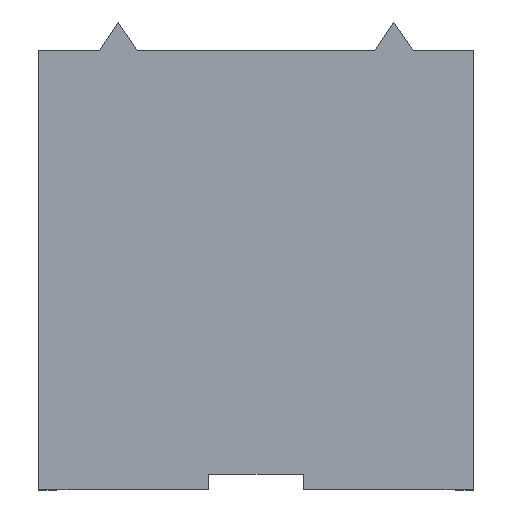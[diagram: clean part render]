
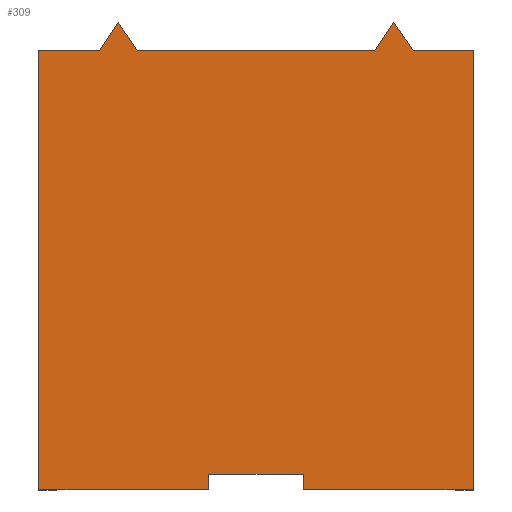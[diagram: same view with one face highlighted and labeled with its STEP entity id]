
A CAD part, top view. The second image highlights one B-rep face of the part: STEP entity #309.
In plain terms, the highlighted planar face has unit normal (0, 0, 1).
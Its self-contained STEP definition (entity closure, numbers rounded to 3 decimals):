
#4 = CARTESIAN_POINT ( 'NONE',  ( -2.4, 55.6, 10. ) ) ;
#10 = EDGE_CURVE ( 'NONE', #207, #25, #109, .T. ) ;
#18 = VECTOR ( 'NONE', #474, 1000. ) ;
#19 = DIRECTION ( 'NONE',  ( 1., 0., 0. ) ) ;
#20 = VERTEX_POINT ( 'NONE', #511 ) ;
#21 = DIRECTION ( 'NONE',  ( 0.566, -0.825, 0. ) ) ;
#25 = VERTEX_POINT ( 'NONE', #574 ) ;
#30 = CARTESIAN_POINT ( 'NONE',  ( -2.4, 0., 10. ) ) ;
#33 = LINE ( 'NONE', #30, #18 ) ;
#45 = DIRECTION ( 'NONE',  ( 1., 0., 0. ) ) ;
#51 = VECTOR ( 'NONE', #532, 1000. ) ;
#54 = ORIENTED_EDGE ( 'NONE', *, *, #407, .F. ) ;
#63 = ORIENTED_EDGE ( 'NONE', *, *, #238, .F. ) ;
#65 = DIRECTION ( 'NONE',  ( 0., 1., 0. ) ) ;
#78 = VECTOR ( 'NONE', #21, 1000. ) ;
#88 = VERTEX_POINT ( 'NONE', #181 ) ;
#103 = CARTESIAN_POINT ( 'NONE',  ( -36., -0.2, 10. ) ) ;
#109 = LINE ( 'NONE', #422, #579 ) ;
#118 = VECTOR ( 'NONE', #497, 1000. ) ;
#123 = LINE ( 'NONE', #470, #78 ) ;
#125 = CARTESIAN_POINT ( 'NONE',  ( -5.773, -3.82, 10. ) ) ;
#126 = EDGE_LOOP ( 'NONE', ( #401, #63, #613, #192, #54, #389, #578, #621, #301, #565, #447, #294, #153, #518 ) ) ;
#141 = CARTESIAN_POINT ( 'NONE',  ( -9.995, 55.6, 10. ) ) ;
#147 = CARTESIAN_POINT ( 'NONE',  ( -24., -0.2, 10. ) ) ;
#149 = EDGE_CURVE ( 'NONE', #88, #20, #332, .T. ) ;
#151 = EDGE_CURVE ( 'NONE', #414, #563, #530, .T. ) ;
#153 = ORIENTED_EDGE ( 'NONE', *, *, #624, .F. ) ;
#157 = CARTESIAN_POINT ( 'NONE',  ( -57.6, 0., 10. ) ) ;
#160 = LINE ( 'NONE', #567, #650 ) ;
#180 = LINE ( 'NONE', #580, #51 ) ;
#181 = CARTESIAN_POINT ( 'NONE',  ( -14.908, 55.6, 10. ) ) ;
#185 = VECTOR ( 'NONE', #629, 1000. ) ;
#187 = CARTESIAN_POINT ( 'NONE',  ( 0., -0.2, 10. ) ) ;
#192 = ORIENTED_EDGE ( 'NONE', *, *, #555, .F. ) ;
#199 = VERTEX_POINT ( 'NONE', #4 ) ;
#207 = VERTEX_POINT ( 'NONE', #147 ) ;
#216 = VECTOR ( 'NONE', #493, 1000. ) ;
#224 = AXIS2_PLACEMENT_3D ( 'NONE', #620, #307, #519 ) ;
#234 = CARTESIAN_POINT ( 'NONE',  ( -57.6, 55.6, 10. ) ) ;
#238 = EDGE_CURVE ( 'NONE', #25, #635, #439, .T. ) ;
#259 = LINE ( 'NONE', #262, #606 ) ;
#262 = CARTESIAN_POINT ( 'NONE',  ( -36., 1.8, 10. ) ) ;
#269 = CARTESIAN_POINT ( 'NONE',  ( -57.6, -0.2, 10. ) ) ;
#294 = ORIENTED_EDGE ( 'NONE', *, *, #423, .F. ) ;
#297 = VERTEX_POINT ( 'NONE', #103 ) ;
#298 = LINE ( 'NONE', #157, #185 ) ;
#301 = ORIENTED_EDGE ( 'NONE', *, *, #503, .F. ) ;
#306 = DIRECTION ( 'NONE',  ( 0.547, 0.837, 0. ) ) ;
#307 = DIRECTION ( 'NONE',  ( 0., 0., 1. ) ) ;
#309 = ADVANCED_FACE ( 'NONE', ( #367 ), #571, .T. ) ;
#313 = VECTOR ( 'NONE', #545, 1000. ) ;
#321 = EDGE_CURVE ( 'NONE', #635, #297, #259, .T. ) ;
#332 = LINE ( 'NONE', #540, #478 ) ;
#333 = EDGE_CURVE ( 'NONE', #508, #199, #505, .T. ) ;
#343 = DIRECTION ( 'NONE',  ( 0.552, -0.834, 0. ) ) ;
#345 = CARTESIAN_POINT ( 'NONE',  ( -24., 1.8, 10. ) ) ;
#353 = CARTESIAN_POINT ( 'NONE',  ( -45.093, 55.6, 10. ) ) ;
#361 = VERTEX_POINT ( 'NONE', #482 ) ;
#364 = VERTEX_POINT ( 'NONE', #269 ) ;
#367 = FACE_OUTER_BOUND ( 'NONE', #126, .T. ) ;
#389 = ORIENTED_EDGE ( 'NONE', *, *, #333, .F. ) ;
#392 = DIRECTION ( 'NONE',  ( 0.549, 0.836, 0. ) ) ;
#394 = LINE ( 'NONE', #500, #630 ) ;
#401 = ORIENTED_EDGE ( 'NONE', *, *, #321, .F. ) ;
#407 = EDGE_CURVE ( 'NONE', #199, #361, #33, .T. ) ;
#413 = VERTEX_POINT ( 'NONE', #485 ) ;
#414 = VERTEX_POINT ( 'NONE', #432 ) ;
#422 = CARTESIAN_POINT ( 'NONE',  ( -24., 1.8, 10. ) ) ;
#423 = EDGE_CURVE ( 'NONE', #553, #413, #180, .T. ) ;
#432 = CARTESIAN_POINT ( 'NONE',  ( -47.517, 59.264, 10. ) ) ;
#439 = LINE ( 'NONE', #345, #313 ) ;
#447 = ORIENTED_EDGE ( 'NONE', *, *, #652, .F. ) ;
#460 = DIRECTION ( 'NONE',  ( 0., -1., 0. ) ) ;
#464 = EDGE_CURVE ( 'NONE', #20, #508, #123, .T. ) ;
#470 = CARTESIAN_POINT ( 'NONE',  ( 19.134, 13.121, 10. ) ) ;
#473 = EDGE_CURVE ( 'NONE', #297, #364, #636, .T. ) ;
#474 = DIRECTION ( 'NONE',  ( 0., -1., 0. ) ) ;
#478 = VECTOR ( 'NONE', #392, 1000. ) ;
#482 = CARTESIAN_POINT ( 'NONE',  ( -2.4, -0.2, 10. ) ) ;
#485 = CARTESIAN_POINT ( 'NONE',  ( -49.908, 55.6, 10. ) ) ;
#493 = DIRECTION ( 'NONE',  ( -1., 0., 0. ) ) ;
#497 = DIRECTION ( 'NONE',  ( -1., 0., 0. ) ) ;
#500 = CARTESIAN_POINT ( 'NONE',  ( 0., 55.6, 10. ) ) ;
#503 = EDGE_CURVE ( 'NONE', #563, #88, #394, .T. ) ;
#505 = LINE ( 'NONE', #514, #533 ) ;
#508 = VERTEX_POINT ( 'NONE', #141 ) ;
#511 = CARTESIAN_POINT ( 'NONE',  ( -12.504, 59.259, 10. ) ) ;
#514 = CARTESIAN_POINT ( 'NONE',  ( 0., 55.6, 10. ) ) ;
#518 = ORIENTED_EDGE ( 'NONE', *, *, #473, .F. ) ;
#519 = DIRECTION ( 'NONE',  ( 1., 0., 0. ) ) ;
#530 = LINE ( 'NONE', #125, #649 ) ;
#532 = DIRECTION ( 'NONE',  ( 1., 0., 0. ) ) ;
#533 = VECTOR ( 'NONE', #19, 1000. ) ;
#540 = CARTESIAN_POINT ( 'NONE',  ( -35.929, 23.611, 10. ) ) ;
#545 = DIRECTION ( 'NONE',  ( -1., 0., 0. ) ) ;
#553 = VERTEX_POINT ( 'NONE', #234 ) ;
#555 = EDGE_CURVE ( 'NONE', #361, #207, #661, .T. ) ;
#563 = VERTEX_POINT ( 'NONE', #353 ) ;
#565 = ORIENTED_EDGE ( 'NONE', *, *, #151, .F. ) ;
#567 = CARTESIAN_POINT ( 'NONE',  ( -60.449, 39.447, 10. ) ) ;
#571 = PLANE ( 'NONE',  #224 ) ;
#574 = CARTESIAN_POINT ( 'NONE',  ( -24., 1.8, 10. ) ) ;
#578 = ORIENTED_EDGE ( 'NONE', *, *, #464, .F. ) ;
#579 = VECTOR ( 'NONE', #65, 1000. ) ;
#580 = CARTESIAN_POINT ( 'NONE',  ( 0., 55.6, 10. ) ) ;
#606 = VECTOR ( 'NONE', #460, 1000. ) ;
#613 = ORIENTED_EDGE ( 'NONE', *, *, #10, .F. ) ;
#619 = CARTESIAN_POINT ( 'NONE',  ( -36., 1.8, 10. ) ) ;
#620 = CARTESIAN_POINT ( 'NONE',  ( 0., 0., 10. ) ) ;
#621 = ORIENTED_EDGE ( 'NONE', *, *, #149, .F. ) ;
#624 = EDGE_CURVE ( 'NONE', #364, #553, #298, .T. ) ;
#629 = DIRECTION ( 'NONE',  ( 0., 1., 0. ) ) ;
#630 = VECTOR ( 'NONE', #45, 1000. ) ;
#635 = VERTEX_POINT ( 'NONE', #619 ) ;
#636 = LINE ( 'NONE', #187, #216 ) ;
#649 = VECTOR ( 'NONE', #343, 1000. ) ;
#650 = VECTOR ( 'NONE', #306, 1000. ) ;
#652 = EDGE_CURVE ( 'NONE', #413, #414, #160, .T. ) ;
#658 = CARTESIAN_POINT ( 'NONE',  ( 0., -0.2, 10. ) ) ;
#661 = LINE ( 'NONE', #658, #118 ) ;
